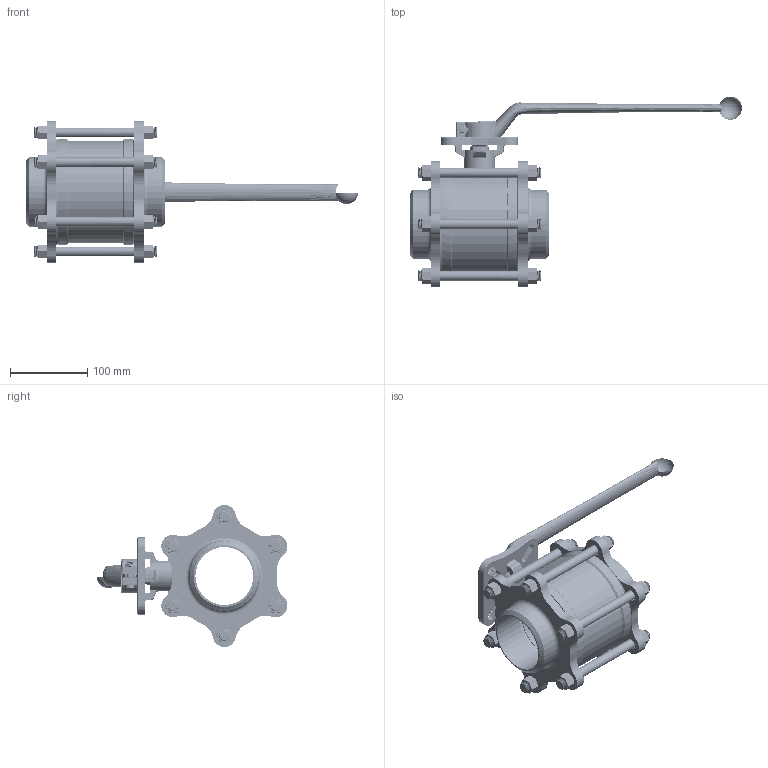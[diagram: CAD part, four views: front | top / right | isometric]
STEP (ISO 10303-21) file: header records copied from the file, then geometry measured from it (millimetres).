
FILE_DESCRIPTION((''),'2;1');
FILE_NAME('2013D-M3-080_ASM','2014-12-26T',('Administrator'),(''),'PRO/ENGINEER BY PARAMETRIC TECHNOLOGY CORPORATION, 2011080','PRO/ENGINEER BY PARAMETRIC TECHNOLOGY CORPORATION, 2011080','');
FILE_SCHEMA(('CONFIG_CONTROL_DESIGN'));
Length unit declared in the file: millimetre
Products named in the file (11): 2013D-M3-080A-BODY; 2013D-M3-BALL-080; 2013D-M3-SETM-080; 2013D-M3-HANDLE-080; 2013D-M3-BASHOUPIAN-080; BASHOULUOGAN; BASHOULUOMU; 2013D-M3-080B-CAP1; 2013D-M3-SHUANGTOUYA-080; 065LUOMU; 2013D-M3-080_ASM
Assembly tree (27 placements, depth 2):
  2013D-M3-080_ASM
    2013D-M3-080A-BODY
    2013D-M3-BALL-080
    2013D-M3-SETM-080
    2013D-M3-HANDLE-080
    2013D-M3-BASHOUPIAN-080
    BASHOULUOGAN
    BASHOULUOMU
    2013D-M3-080B-CAP1  x2
    2013D-M3-SHUANGTOUYA-080  x6
    065LUOMU  x12
Bounding box: 430 x 247.18 x 184 mm (x, y, z)
Volume: 1467890 mm3; surface area: 391272.6 mm2
Topology: 27 solids, 27 shells, 2174 faces, 5864 edges, 3743 vertices
Faces by surface type: cylinder 1078, bspline 517, plane 262, cone 241, torus 62, sphere 14
Entity records: 105608 total; most frequent: CARTESIAN_POINT 81455, ORIENTED_EDGE 5878, DIRECTION 3607, EDGE_CURVE 2939, VERTEX_POINT 1889, B_SPLINE_CURVE_WITH_KNOTS 1464, AXIS2_PLACEMENT_3D 1357, EDGE_LOOP 1120
